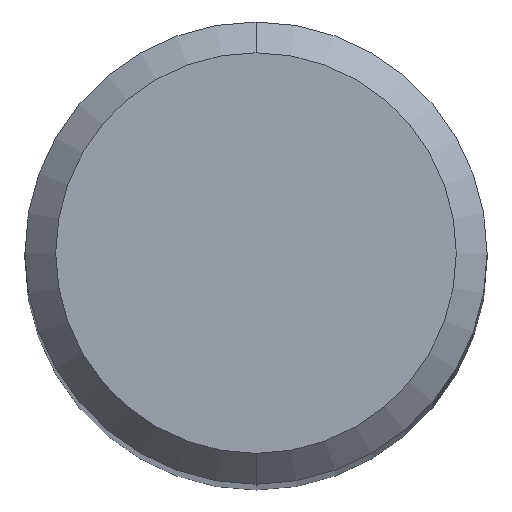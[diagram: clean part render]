
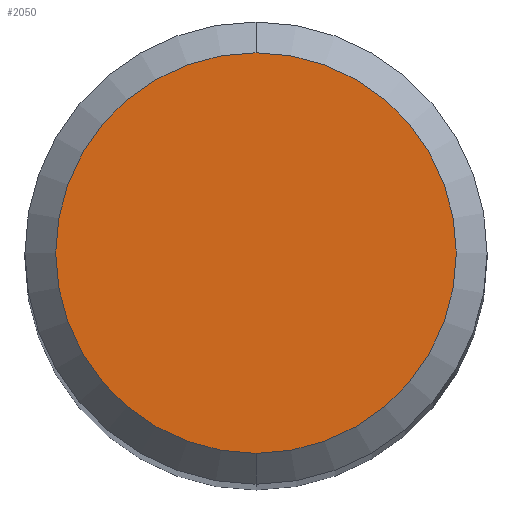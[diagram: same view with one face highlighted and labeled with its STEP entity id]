
A CAD part, top view. The second image highlights one B-rep face of the part: STEP entity #2050.
In plain terms, the highlighted planar face has unit normal (0, 0, 1).
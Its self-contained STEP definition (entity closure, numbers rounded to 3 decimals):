
#1358=EDGE_CURVE('',#2130,#1974,#3200,.T.);
#1974=VERTEX_POINT('',#3870);
#2050=ADVANCED_FACE('',(#3956),#3957,.T.);
#2130=VERTEX_POINT('',#4043);
#2690=EDGE_CURVE('',#1974,#2130,#4646,.T.);
#3200=CIRCLE('',#9236,2.6);
#3870=CARTESIAN_POINT('',(0.,-2.6,0.0));
#3956=FACE_OUTER_BOUND('',#16036,.T.);
#3957=PLANE('',#16037);
#4043=CARTESIAN_POINT('',(0.0,2.6,0.0));
#4646=CIRCLE('',#21604,2.6);
#9236=AXIS2_PLACEMENT_3D('',#22186,#22187,#22188);
#16036=EDGE_LOOP('',(#23024,#23025));
#16037=AXIS2_PLACEMENT_3D('',#23026,#23027,#23028);
#21604=AXIS2_PLACEMENT_3D('',#23755,#23756,#23757);
#22186=CARTESIAN_POINT('',(0.0,0.0,0.0));
#22187=DIRECTION('',(0.0,0.0,-1.0));
#22188=DIRECTION('',(0.0,1.0,0.0));
#23024=ORIENTED_EDGE('',*,*,#1358,.F.);
#23025=ORIENTED_EDGE('',*,*,#2690,.F.);
#23026=CARTESIAN_POINT('',(0.0,1.3,0.0));
#23027=DIRECTION('',(-0.0,0.0,1.0));
#23028=DIRECTION('',(0.0,-1.0,0.0));
#23755=CARTESIAN_POINT('',(0.0,0.0,0.0));
#23756=DIRECTION('',(0.0,0.0,-1.0));
#23757=DIRECTION('',(0.0,1.0,0.0));
